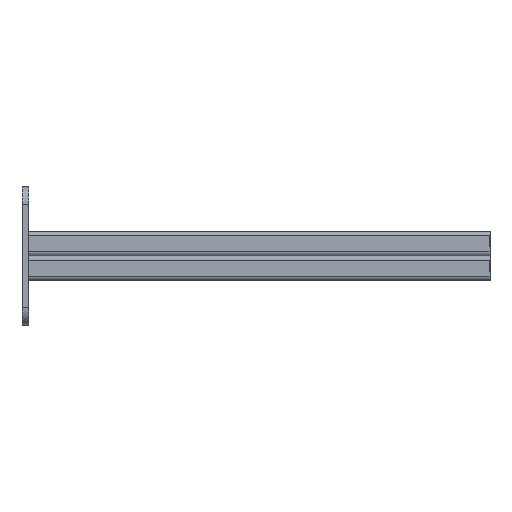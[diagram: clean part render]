
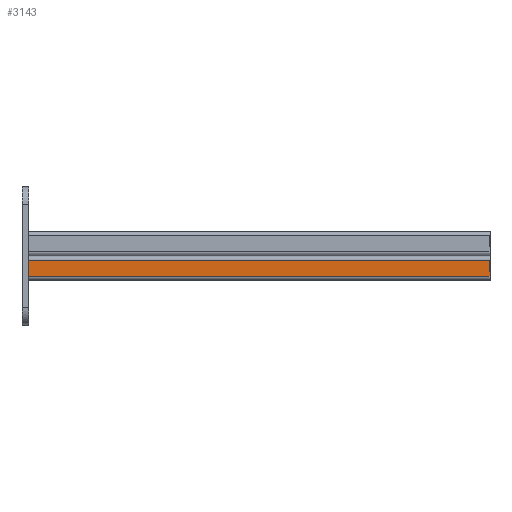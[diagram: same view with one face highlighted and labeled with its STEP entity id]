
A CAD part, left-side view. The second image highlights one B-rep face of the part: STEP entity #3143.
In plain terms, the highlighted planar face has unit normal (-1, 0, 0).
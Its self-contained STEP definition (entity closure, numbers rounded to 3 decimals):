
#5 = CARTESIAN_POINT ( 'NONE',  ( -20.5, 200., -3.5 ) ) ;
#262 = VECTOR ( 'NONE', #3022, 1000. ) ;
#267 = LINE ( 'NONE', #3041, #262 ) ;
#325 = CARTESIAN_POINT ( 'NONE',  ( -20.5, -200., -17.5 ) ) ;
#526 = DIRECTION ( 'NONE',  ( 0., 0., -1. ) ) ;
#527 = CARTESIAN_POINT ( 'NONE',  ( -20.5, -200., -21. ) ) ;
#909 = EDGE_LOOP ( 'NONE', ( #2883, #2886, #2882, #2889 ) ) ;
#1335 = DIRECTION ( 'NONE',  ( 0., 1., 0. ) ) ;
#1339 = CARTESIAN_POINT ( 'NONE',  ( -20.5, -1500., -3.5 ) ) ;
#1344 = DIRECTION ( 'NONE',  ( 0., 1., 0. ) ) ;
#1345 = CARTESIAN_POINT ( 'NONE',  ( -20.5, -1500., -17.5 ) ) ;
#1367 = VECTOR ( 'NONE', #526, 1000. ) ;
#1368 = LINE ( 'NONE', #527, #1367 ) ;
#1677 = VERTEX_POINT ( 'NONE', #5 ) ;
#1841 = VERTEX_POINT ( 'NONE', #325 ) ;
#2030 = AXIS2_PLACEMENT_3D ( 'NONE', #2830, #2878, #2877 ) ;
#2335 = EDGE_CURVE ( 'NONE', #2934, #1841, #1368, .T. ) ;
#2451 = EDGE_CURVE ( 'NONE', #2948, #1677, #267, .T. ) ;
#2547 = EDGE_CURVE ( 'NONE', #2934, #1677, #3877, .T. ) ;
#2556 = EDGE_CURVE ( 'NONE', #1841, #2948, #3860, .T. ) ;
#2765 = CARTESIAN_POINT ( 'NONE',  ( -20.5, -200., -3.5 ) ) ;
#2805 = CARTESIAN_POINT ( 'NONE',  ( -20.5, 200., -17.5 ) ) ;
#2830 = CARTESIAN_POINT ( 'NONE',  ( -20.5, -1500., -17.5 ) ) ;
#2876 = PLANE ( 'NONE',  #2030 ) ;
#2877 = DIRECTION ( 'NONE',  ( 0., 0., 1. ) ) ;
#2878 = DIRECTION ( 'NONE',  ( -1., 0., 0. ) ) ;
#2882 = ORIENTED_EDGE ( 'NONE', *, *, #2556, .F. ) ;
#2883 = ORIENTED_EDGE ( 'NONE', *, *, #2547, .T. ) ;
#2886 = ORIENTED_EDGE ( 'NONE', *, *, #2451, .F. ) ;
#2889 = ORIENTED_EDGE ( 'NONE', *, *, #2335, .F. ) ;
#2934 = VERTEX_POINT ( 'NONE', #2765 ) ;
#2948 = VERTEX_POINT ( 'NONE', #2805 ) ;
#3022 = DIRECTION ( 'NONE',  ( 0., 0., 1. ) ) ;
#3041 = CARTESIAN_POINT ( 'NONE',  ( -20.5, 200., -21. ) ) ;
#3143 = ADVANCED_FACE ( 'NONE', ( #4079 ), #2876, .T. ) ;
#3858 = VECTOR ( 'NONE', #1344, 1000. ) ;
#3860 = LINE ( 'NONE', #1345, #3858 ) ;
#3874 = VECTOR ( 'NONE', #1335, 1000. ) ;
#3877 = LINE ( 'NONE', #1339, #3874 ) ;
#4079 = FACE_OUTER_BOUND ( 'NONE', #909, .T. ) ;
